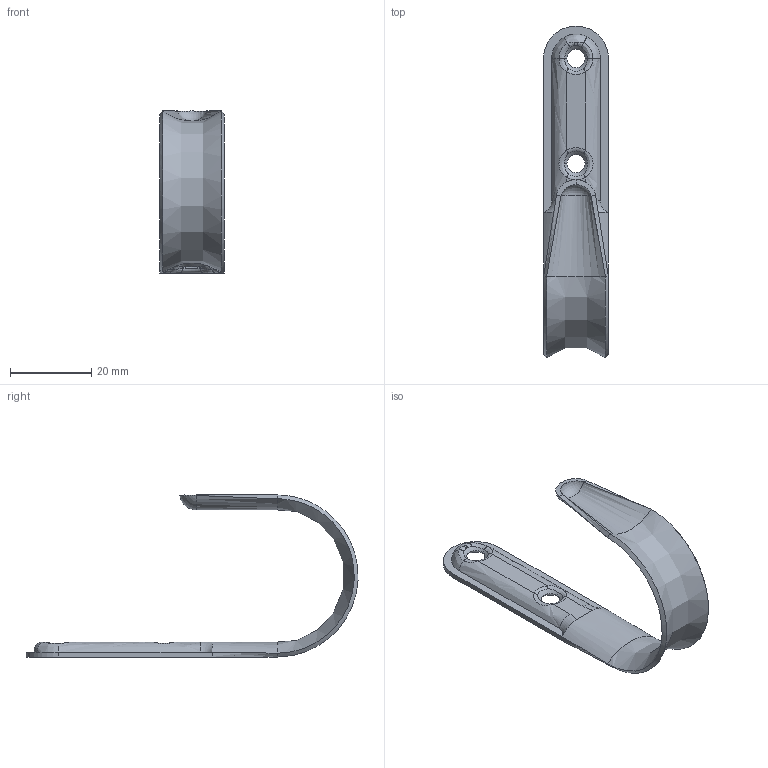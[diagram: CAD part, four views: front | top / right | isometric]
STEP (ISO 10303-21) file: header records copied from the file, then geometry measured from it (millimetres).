
FILE_DESCRIPTION (( 'STEP AP203' ), '1' );
FILE_NAME ('C-1439.STEP', '2018-10-16T07:11:26', ( '' ), ( '' ), 'SwSTEP 2.0', 'SolidWorks 2014', '' );
FILE_SCHEMA (( 'CONFIG_CONTROL_DESIGN' ));
Length unit declared in the file: millimetre
Products named in the file (1): C-1439
Bounding box: 16 x 81.97 x 40 mm (x, y, z)
Volume: 2741 mm3; surface area: 4958 mm2
Topology: 1 solids, 1 shells, 76 faces, 178 edges, 100 vertices
Faces by surface type: bspline 34, torus 16, cone 12, plane 9, cylinder 5
Entity records: 5475 total; most frequent: CARTESIAN_POINT 3955, ORIENTED_EDGE 356, DIRECTION 217, EDGE_CURVE 178, VERTEX_POINT 100, AXIS2_PLACEMENT_3D 88, B_SPLINE_CURVE_WITH_KNOTS 86, FACE_OUTER_BOUND 76
